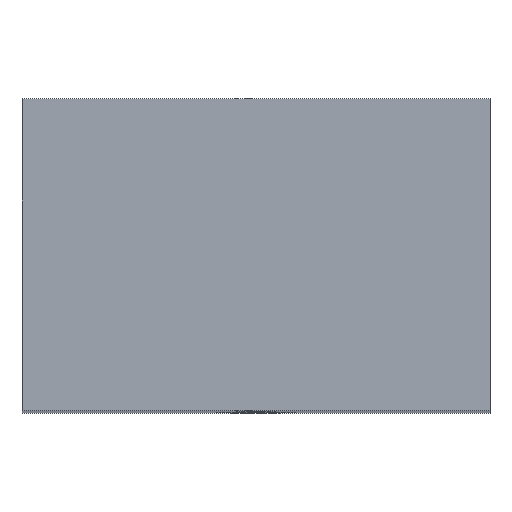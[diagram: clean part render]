
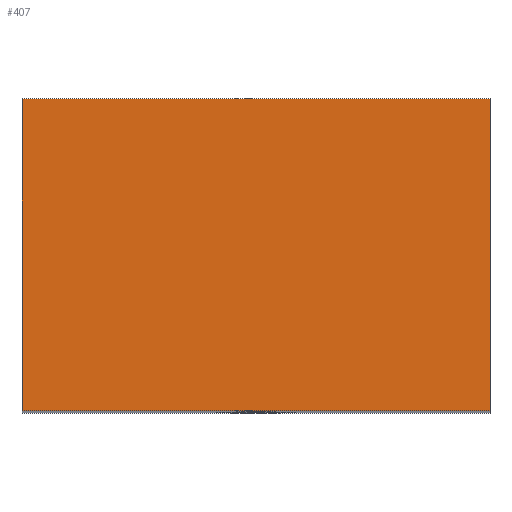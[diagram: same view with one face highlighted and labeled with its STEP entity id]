
A CAD part, top view. The second image highlights one B-rep face of the part: STEP entity #407.
In plain terms, the highlighted planar face has unit normal (0, 0, 1).
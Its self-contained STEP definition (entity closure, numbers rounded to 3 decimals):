
#35=PLANE('',#459);
#57=FACE_OUTER_BOUND('',#87,.T.);
#87=EDGE_LOOP('',(#371,#372,#373,#374));
#117=LINE('',#671,#155);
#120=LINE('',#677,#158);
#123=LINE('',#683,#161);
#126=LINE('',#687,#164);
#155=VECTOR('',#557,10.);
#158=VECTOR('',#562,10.);
#161=VECTOR('',#567,10.);
#164=VECTOR('',#572,10.);
#211=VERTEX_POINT('',#668);
#212=VERTEX_POINT('',#670);
#214=VERTEX_POINT('',#676);
#216=VERTEX_POINT('',#682);
#261=EDGE_CURVE('',#212,#211,#117,.T.);
#264=EDGE_CURVE('',#214,#212,#120,.T.);
#267=EDGE_CURVE('',#216,#214,#123,.T.);
#270=EDGE_CURVE('',#211,#216,#126,.T.);
#371=ORIENTED_EDGE('',*,*,#270,.T.);
#372=ORIENTED_EDGE('',*,*,#267,.T.);
#373=ORIENTED_EDGE('',*,*,#264,.T.);
#374=ORIENTED_EDGE('',*,*,#261,.T.);
#407=ADVANCED_FACE('',(#57),#35,.T.);
#459=AXIS2_PLACEMENT_3D('',#688,#573,#574);
#557=DIRECTION('',(1.,0.,0.));
#562=DIRECTION('',(0.,-1.,0.));
#567=DIRECTION('',(-1.,0.,0.));
#572=DIRECTION('',(0.,1.,0.));
#573=DIRECTION('center_axis',(0.,0.,1.));
#574=DIRECTION('ref_axis',(1.,0.,0.));
#668=CARTESIAN_POINT('',(30.,-20.,195.));
#670=CARTESIAN_POINT('',(-30.,-20.,195.));
#671=CARTESIAN_POINT('',(-30.,-20.,195.));
#676=CARTESIAN_POINT('',(-30.,20.,195.));
#677=CARTESIAN_POINT('',(-30.,20.,195.));
#682=CARTESIAN_POINT('',(30.,20.,195.));
#683=CARTESIAN_POINT('',(30.,20.,195.));
#687=CARTESIAN_POINT('',(30.,-20.,195.));
#688=CARTESIAN_POINT('Origin',(0.,0.,195.));
